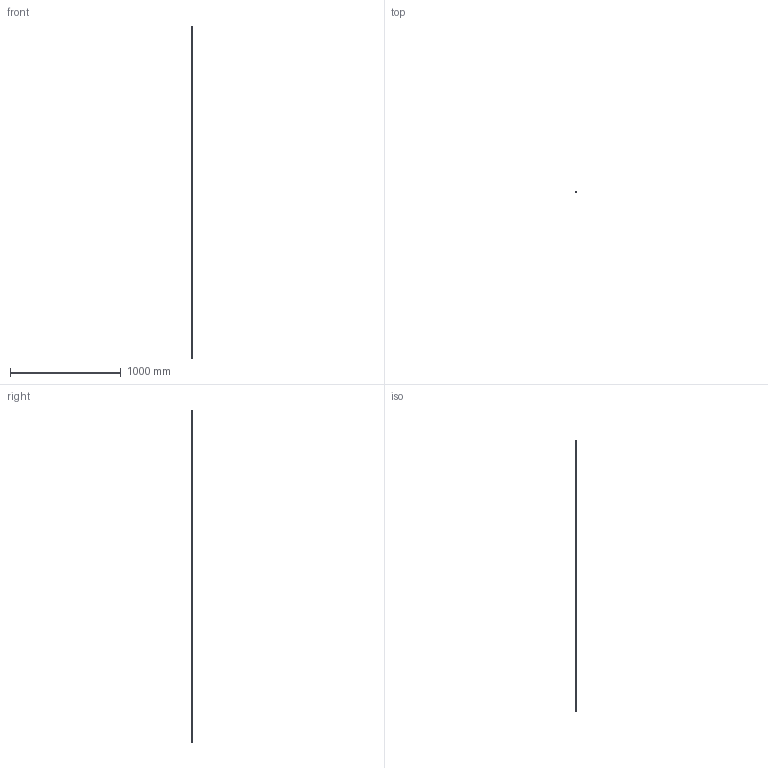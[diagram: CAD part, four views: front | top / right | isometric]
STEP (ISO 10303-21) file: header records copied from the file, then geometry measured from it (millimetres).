
FILE_DESCRIPTION (( 'STEP AP203' ), '1' );
FILE_NAME ('6971.step', '2015-09-17T15:54:17', ( '' ), ( '' ), 'SwSTEP 2.0', 'SolidWorks 2015', '' );
FILE_SCHEMA (( 'CONFIG_CONTROL_DESIGN' ));
Products named in the file (1): 6971
Bounding box: 10 x 10 x 3000 mm (x, y, z)
Volume: 193508.4 mm3; surface area: 86600.2 mm2
Topology: 1 solids, 1 shells, 3476 faces, 10389 edges, 6926 vertices
Faces by surface type: cylinder 3361, plane 67, bspline 48
Entity records: 164956 total; most frequent: CARTESIAN_POINT 88287, ORIENTED_EDGE 20778, EDGE_CURVE 10389, DIRECTION 8806, B_SPLINE_CURVE_WITH_KNOTS 8444, VERTEX_POINT 6926, EDGE_LOOP 3487, ADVANCED_FACE 3476
